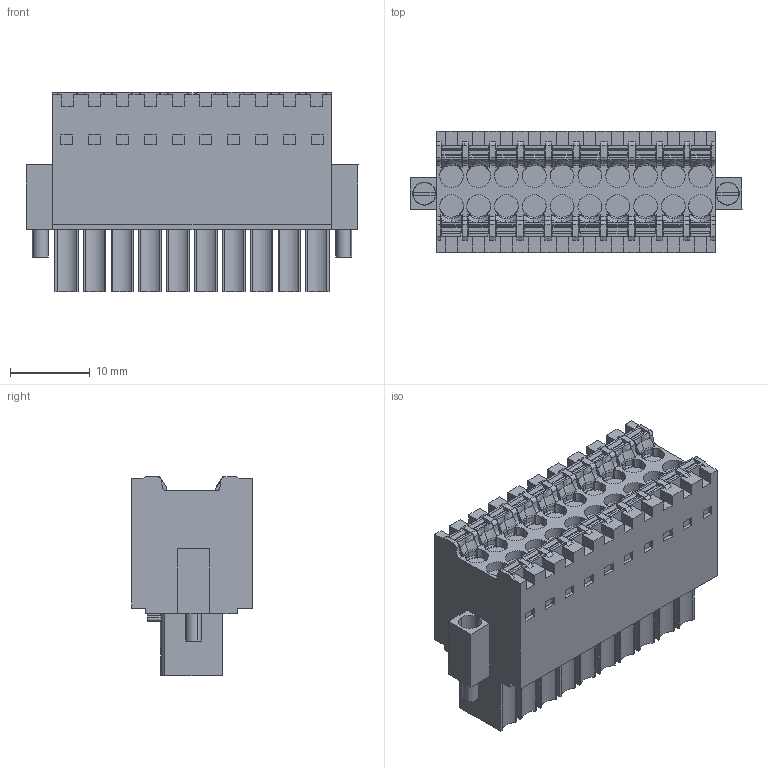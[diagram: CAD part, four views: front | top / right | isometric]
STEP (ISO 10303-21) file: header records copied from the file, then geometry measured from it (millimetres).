
FILE_DESCRIPTION(('CATIA V5 STEP','CAx-IF Rec.Pracs.--- Model Styling and Organization---1.4--- 2014-01-23'),'2;1');
FILE_NAME ('D1450478_1', '2023-08-22T06:46:59+00:00', ('none'), ('Weidmueller'), 'CATIA Version 5-6 Release 2016 SP3 HF44', 'CATIA V5 STEP AP214', 'none');
FILE_SCHEMA(('AUTOMOTIVE_DESIGN { 1 0 10303 214 1 1 1 1 }'));
Length unit declared in the file: millimetre
Products named in the file (1): 1277940000
Bounding box: 41.75 x 15.2 x 25.05 mm (x, y, z)
Volume: 9933.6 mm3; surface area: 6683 mm2
Topology: 23 solids, 23 shells, 1405 faces, 4074 edges, 2769 vertices
Faces by surface type: plane 916, cylinder 187, torus 119, extrusion 103, cone 40, bspline 40
Entity records: 48225 total; most frequent: CARTESIAN_POINT 14896, ORIENTED_EDGE 8148, DIRECTION 4816, EDGE_CURVE 4074, VECTOR 2967, LINE 2864, VERTEX_POINT 2769, EDGE_LOOP 1463
